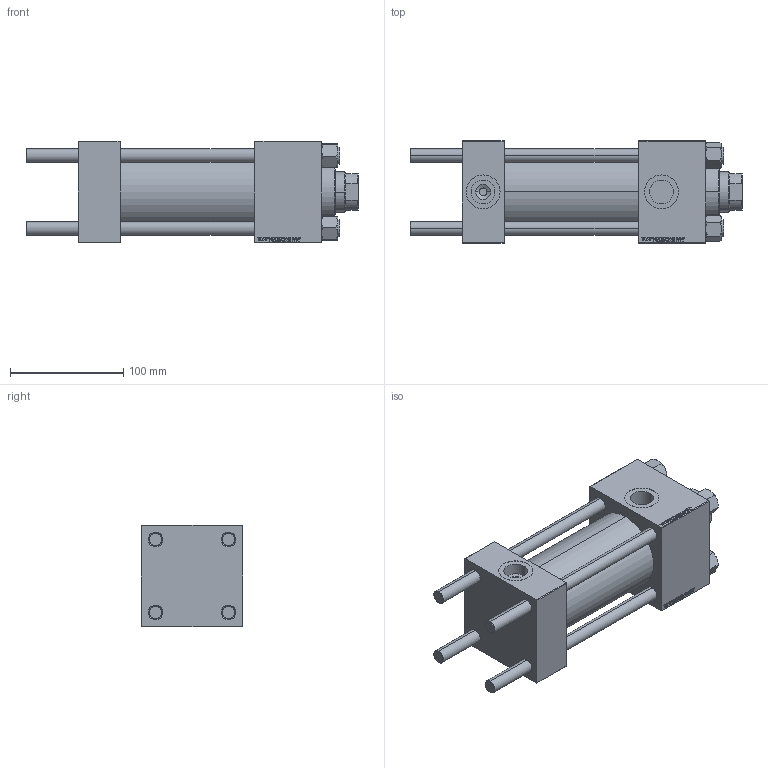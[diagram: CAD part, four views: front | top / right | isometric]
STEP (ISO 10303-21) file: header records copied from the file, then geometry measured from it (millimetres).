
FILE_DESCRIPTION (( 'STEP AP203' ), '1' );
FILE_NAME ('5893.STEP', '2022-09-14T01:36:13', ( '' ), ( '' ), 'SwSTEP 2.0', 'SolidWorks 2019', '' );
FILE_SCHEMA (( 'CONFIG_CONTROL_DESIGN' ));
Length unit declared in the file: millimetre
Products named in the file (6): 5893; CR025_012_A_0_G_A_G_M_020_+#_##_TYCINKA 1064e2b3aac22e9f1af5a1266c237453; V215CR_BODY_A 1064e2b3aac22e9f1af5a1266c237453; NUT_M5 1064e2b3aac22e9f1af5a1266c237453; V215_VC_A 1064e2b3aac22e9f1af5a1266c237453; V215CR_VCP 1064e2b3aac22e9f1af5a1266c237453
Assembly tree (11 placements, depth 2):
  5893
    V215CR_BODY_A 1064e2b3aac22e9f1af5a1266c237453
    CR025_012_A_0_G_A_G_M_020_+#_##_TYCINKA 1064e2b3aac22e9f1af5a1266c237453  x4
    NUT_M5 1064e2b3aac22e9f1af5a1266c237453  x4
    V215CR_VCP 1064e2b3aac22e9f1af5a1266c237453
    V215_VC_A 1064e2b3aac22e9f1af5a1266c237453
Bounding box: 293 x 90 x 90 mm (x, y, z)
Volume: 1127846.2 mm3; surface area: 241161.9 mm2
Topology: 11 solids, 11 shells, 1140 faces, 2863 edges, 1858 vertices
Faces by surface type: plane 522, bspline 392, cone 136, cylinder 82, torus 8
Entity records: 49969 total; most frequent: CARTESIAN_POINT 26988, ORIENTED_EDGE 5218, DIRECTION 3273, EDGE_CURVE 2609, VERTEX_POINT 1714, VECTOR 1587, LINE 1587, EDGE_LOOP 1151
